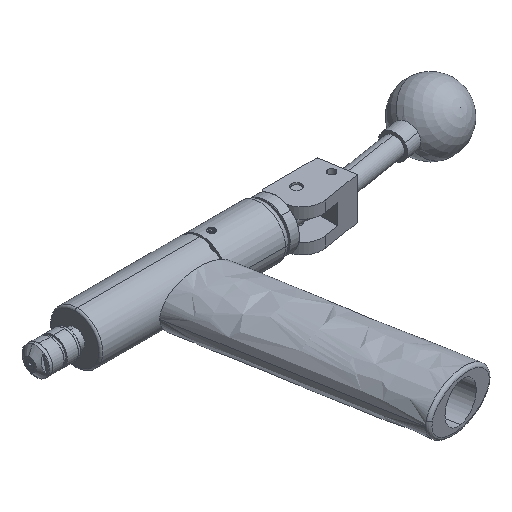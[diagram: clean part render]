
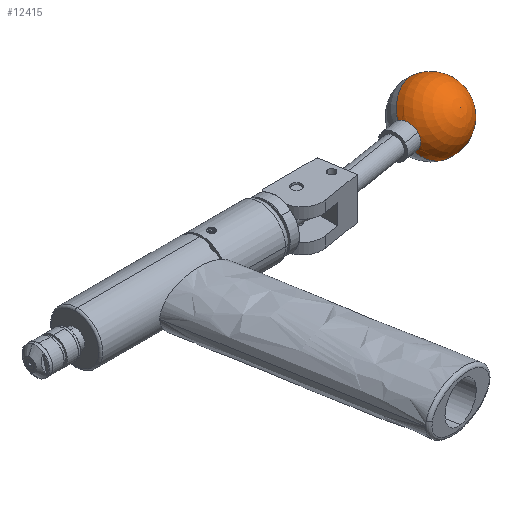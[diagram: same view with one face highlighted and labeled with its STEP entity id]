
A CAD part, isometric view. The second image highlights one B-rep face of the part: STEP entity #12415.
In plain terms, the highlighted spherical face has radius 15.875 mm.
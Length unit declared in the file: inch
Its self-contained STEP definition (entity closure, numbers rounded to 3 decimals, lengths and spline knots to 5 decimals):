
#861 = DIRECTION ( 'NONE',  ( 0.092, -0.578, -0.811 ) ) ;
#2010 = ORIENTED_EDGE ( 'NONE', *, *, #10232, .T. ) ;
#2692 = CIRCLE ( 'NONE', #6167, 0.25 ) ;
#3486 = EDGE_CURVE ( 'NONE', #14401, #6478, #11593, .T. ) ;
#3769 = CARTESIAN_POINT ( 'NONE',  ( 6.60165, 0.19044, 0. ) ) ;
#3939 = EDGE_CURVE ( 'NONE', #14401, #13498, #14832, .T. ) ;
#4438 = CARTESIAN_POINT ( 'NONE',  ( 7.78472, 0.37782, 0. ) ) ;
#4664 = DIRECTION ( 'NONE',  ( 0., -0.59, -0.808 ) ) ;
#4751 = DIRECTION ( 'NONE',  ( -0.127, 0.801, -0.585 ) ) ;
#5439 = CARTESIAN_POINT ( 'NONE',  ( 6.62453, 0.04597, -0.20274 ) ) ;
#5837 = CARTESIAN_POINT ( 'NONE',  ( 6.57877, 0.3349, 0.20274 ) ) ;
#6027 = AXIS2_PLACEMENT_3D ( 'NONE', #6599, #7936, #861 ) ;
#6167 = AXIS2_PLACEMENT_3D ( 'NONE', #3769, #12185, #14462 ) ;
#6429 = CARTESIAN_POINT ( 'NONE',  ( 6.63337, -0.00981, 0.14627 ) ) ;
#6478 = VERTEX_POINT ( 'NONE', #5837 ) ;
#6517 = SPHERICAL_SURFACE ( 'NONE', #6027, 0.625 ) ;
#6599 = CARTESIAN_POINT ( 'NONE',  ( 7.16742, 0.28004, 0. ) ) ;
#7176 = CARTESIAN_POINT ( 'NONE',  ( 7.16742, 0.28004, 0. ) ) ;
#7266 = VERTEX_POINT ( 'NONE', #6429 ) ;
#7936 = DIRECTION ( 'NONE',  ( 0.127, -0.801, 0.585 ) ) ;
#7937 = DIRECTION ( 'NONE',  ( 0.127, -0.801, 0.585 ) ) ;
#8213 = CARTESIAN_POINT ( 'NONE',  ( 6.60165, 0.19044, 0. ) ) ;
#8420 = ORIENTED_EDGE ( 'NONE', *, *, #3939, .F. ) ;
#8883 = AXIS2_PLACEMENT_3D ( 'NONE', #7176, #4751, #15331 ) ;
#9220 = DIRECTION ( 'NONE',  ( 0.127, -0.801, 0.585 ) ) ;
#9301 = EDGE_CURVE ( 'NONE', #6478, #7266, #10077, .T. ) ;
#9467 = CARTESIAN_POINT ( 'NONE',  ( 7.16742, 0.28004, 0. ) ) ;
#10077 = CIRCLE ( 'NONE', #13043, 0.25 ) ;
#10232 = EDGE_CURVE ( 'NONE', #7266, #13498, #2692, .T. ) ;
#11593 = CIRCLE ( 'NONE', #12098, 0.625 ) ;
#12098 = AXIS2_PLACEMENT_3D ( 'NONE', #9467, #9220, #4664 ) ;
#12185 = DIRECTION ( 'NONE',  ( 0.988, 0.156, 0. ) ) ;
#12415 = ADVANCED_FACE ( 'NONE', ( #13591 ), #6517, .T. ) ;
#12936 = DIRECTION ( 'NONE',  ( 0.988, 0.156, 0. ) ) ;
#13043 = AXIS2_PLACEMENT_3D ( 'NONE', #8213, #12936, #7937 ) ;
#13498 = VERTEX_POINT ( 'NONE', #5439 ) ;
#13591 = FACE_OUTER_BOUND ( 'NONE', #15112, .T. ) ;
#13945 = ORIENTED_EDGE ( 'NONE', *, *, #3486, .T. ) ;
#14401 = VERTEX_POINT ( 'NONE', #4438 ) ;
#14462 = DIRECTION ( 'NONE',  ( 0.127, -0.801, 0.585 ) ) ;
#14832 = CIRCLE ( 'NONE', #8883, 0.625 ) ;
#15112 = EDGE_LOOP ( 'NONE', ( #8420, #13945, #15315, #2010 ) ) ;
#15315 = ORIENTED_EDGE ( 'NONE', *, *, #9301, .T. ) ;
#15331 = DIRECTION ( 'NONE',  ( 0., 0.59, 0.808 ) ) ;
